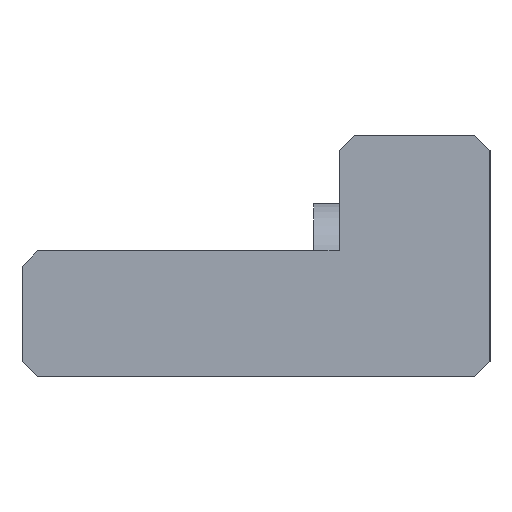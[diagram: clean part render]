
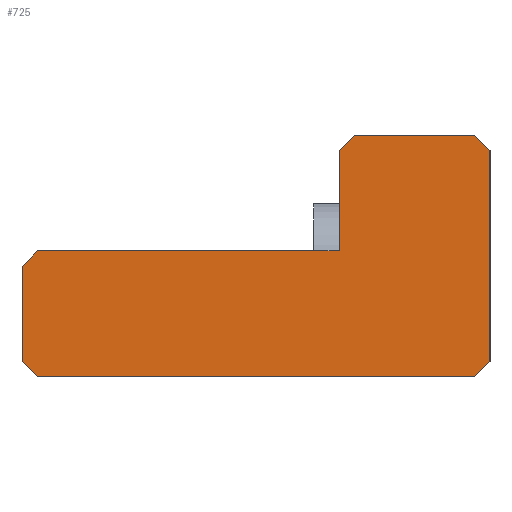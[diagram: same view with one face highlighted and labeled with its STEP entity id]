
A CAD part, left-side view. The second image highlights one B-rep face of the part: STEP entity #725.
In plain terms, the highlighted planar face has unit normal (-1, 0, 0).
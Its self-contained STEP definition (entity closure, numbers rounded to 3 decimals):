
#2=DIRECTION('',(0.,-1.,0.));
#3=VECTOR('',#2,6.);
#4=CARTESIAN_POINT('',(-14.,9.,0.));
#5=LINE('',#4,#3);
#6=DIRECTION('',(0.,0.,1.));
#7=VECTOR('',#6,2.);
#8=CARTESIAN_POINT('',(-14.,3.,0.));
#9=LINE('',#8,#7);
#10=DIRECTION('',(0.,-1.,0.));
#11=VECTOR('',#10,2.4);
#12=CARTESIAN_POINT('',(-14.,2.7,2.3));
#13=LINE('',#12,#11);
#14=DIRECTION('',(0.,0.,-1.));
#15=VECTOR('',#14,4.2);
#16=CARTESIAN_POINT('',(-14.,0.,2.));
#17=LINE('',#16,#15);
#18=DIRECTION('',(0.,1.,0.));
#19=VECTOR('',#18,8.7);
#20=CARTESIAN_POINT('',(-14.,0.3,-2.5));
#21=LINE('',#20,#19);
#22=DIRECTION('',(0.,0.,1.));
#23=VECTOR('',#22,1.9);
#24=CARTESIAN_POINT('',(-14.,9.3,-2.2));
#25=LINE('',#24,#23);
#187=DIRECTION('',(0.,0.707,0.707));
#188=VECTOR('',#187,0.424);
#189=CARTESIAN_POINT('',(-14.,0.,2.));
#190=LINE('',#189,#188);
#325=DIRECTION('',(0.,0.707,-0.707));
#326=VECTOR('',#325,0.424);
#327=CARTESIAN_POINT('',(-14.,2.7,2.3));
#328=LINE('',#327,#326);
#383=DIRECTION('',(0.,0.707,-0.707));
#384=VECTOR('',#383,0.424);
#385=CARTESIAN_POINT('',(-14.,9.,0.));
#386=LINE('',#385,#384);
#399=DIRECTION('',(0.,-0.707,-0.707));
#400=VECTOR('',#399,0.424);
#401=CARTESIAN_POINT('',(-14.,9.3,-2.2));
#402=LINE('',#401,#400);
#419=DIRECTION('',(0.,-0.707,0.707));
#420=VECTOR('',#419,0.424);
#421=CARTESIAN_POINT('',(-14.,0.3,-2.5));
#422=LINE('',#421,#420);
#590=CARTESIAN_POINT('',(-14.,3.,0.));
#591=VERTEX_POINT('',#590);
#592=CARTESIAN_POINT('',(-14.,9.,0.));
#594=VERTEX_POINT('',#592);
#596=CARTESIAN_POINT('',(-14.,9.3,-0.3));
#598=VERTEX_POINT('',#596);
#600=CARTESIAN_POINT('',(-14.,9.3,-2.2));
#602=VERTEX_POINT('',#600);
#604=CARTESIAN_POINT('',(-14.,9.,-2.5));
#606=VERTEX_POINT('',#604);
#608=CARTESIAN_POINT('',(-14.,2.7,2.3));
#609=CARTESIAN_POINT('',(-14.,3.,2.));
#610=VERTEX_POINT('',#608);
#611=VERTEX_POINT('',#609);
#616=CARTESIAN_POINT('',(-14.,0.,2.));
#617=CARTESIAN_POINT('',(-14.,0.3,2.3));
#618=VERTEX_POINT('',#616);
#619=VERTEX_POINT('',#617);
#624=CARTESIAN_POINT('',(-14.,0.3,-2.5));
#625=CARTESIAN_POINT('',(-14.,0.,-2.2));
#626=VERTEX_POINT('',#624);
#627=VERTEX_POINT('',#625);
#696=CARTESIAN_POINT('',(-14.,0.,0.));
#697=DIRECTION('',(1.,0.,0.));
#698=DIRECTION('',(0.,0.,-1.));
#699=AXIS2_PLACEMENT_3D('',#696,#697,#698);
#700=PLANE('',#699);
#702=ORIENTED_EDGE('',*,*,#701,.T.);
#704=ORIENTED_EDGE('',*,*,#703,.T.);
#706=ORIENTED_EDGE('',*,*,#705,.F.);
#708=ORIENTED_EDGE('',*,*,#707,.T.);
#710=ORIENTED_EDGE('',*,*,#709,.F.);
#712=ORIENTED_EDGE('',*,*,#711,.T.);
#714=ORIENTED_EDGE('',*,*,#713,.F.);
#716=ORIENTED_EDGE('',*,*,#715,.T.);
#718=ORIENTED_EDGE('',*,*,#717,.F.);
#720=ORIENTED_EDGE('',*,*,#719,.T.);
#722=ORIENTED_EDGE('',*,*,#721,.F.);
#723=EDGE_LOOP('',(#702,#704,#706,#708,#710,#712,#714,#716,#718,#720,#722));
#724=FACE_OUTER_BOUND('',#723,.F.);
#725=ADVANCED_FACE('',(#724),#700,.F.);
#701=EDGE_CURVE('',#594,#591,#5,.T.);
#703=EDGE_CURVE('',#591,#611,#9,.T.);
#705=EDGE_CURVE('',#610,#611,#328,.T.);
#707=EDGE_CURVE('',#610,#619,#13,.T.);
#709=EDGE_CURVE('',#618,#619,#190,.T.);
#711=EDGE_CURVE('',#618,#627,#17,.T.);
#713=EDGE_CURVE('',#626,#627,#422,.T.);
#715=EDGE_CURVE('',#626,#606,#21,.T.);
#717=EDGE_CURVE('',#602,#606,#402,.T.);
#719=EDGE_CURVE('',#602,#598,#25,.T.);
#721=EDGE_CURVE('',#594,#598,#386,.T.);
